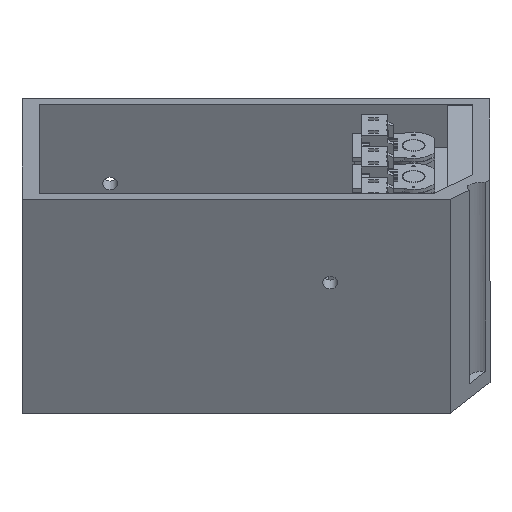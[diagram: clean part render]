
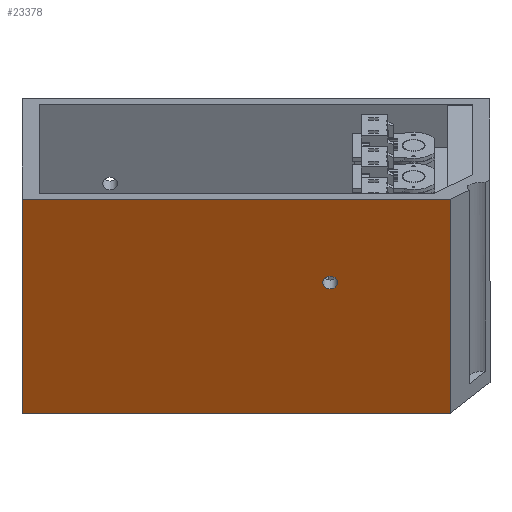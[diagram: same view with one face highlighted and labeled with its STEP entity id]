
A CAD part, left-side view. The second image highlights one B-rep face of the part: STEP entity #23378.
In plain terms, the highlighted face is planar.
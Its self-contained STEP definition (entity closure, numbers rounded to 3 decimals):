
#1608=FACE_BOUND('',#4604,.T.);
#2097=PLANE('',#25682);
#3287=FACE_OUTER_BOUND('',#4603,.T.);
#4603=EDGE_LOOP('',(#21503,#21504,#21505,#21506));
#4604=EDGE_LOOP('',(#21507));
#6424=LINE('',#46576,#8256);
#6425=LINE('',#46578,#8257);
#6426=LINE('',#46580,#8258);
#6427=LINE('',#46581,#8259);
#8256=VECTOR('',#31464,10.);
#8257=VECTOR('',#31465,10.);
#8258=VECTOR('',#31466,10.);
#8259=VECTOR('',#31467,10.);
#9256=CIRCLE('',#25622,1.75);
#11431=VERTEX_POINT('',#46327);
#11511=VERTEX_POINT('',#46574);
#11512=VERTEX_POINT('',#46575);
#11513=VERTEX_POINT('',#46577);
#11514=VERTEX_POINT('',#46579);
#14743=EDGE_CURVE('',#11431,#11431,#9256,.T.);
#14860=EDGE_CURVE('',#11511,#11512,#6424,.T.);
#14861=EDGE_CURVE('',#11513,#11511,#6425,.T.);
#14862=EDGE_CURVE('',#11514,#11513,#6426,.T.);
#14863=EDGE_CURVE('',#11514,#11512,#6427,.T.);
#21503=ORIENTED_EDGE('',*,*,#14860,.F.);
#21504=ORIENTED_EDGE('',*,*,#14861,.F.);
#21505=ORIENTED_EDGE('',*,*,#14862,.F.);
#21506=ORIENTED_EDGE('',*,*,#14863,.T.);
#21507=ORIENTED_EDGE('',*,*,#14743,.T.);
#23378=ADVANCED_FACE('',(#3287,#1608),#2097,.T.);
#25622=AXIS2_PLACEMENT_3D('',#46328,#31254,#31255);
#25682=AXIS2_PLACEMENT_3D('',#46573,#31462,#31463);
#31254=DIRECTION('center_axis',(-1.,0.,0.));
#31255=DIRECTION('ref_axis',(0.,0.,-1.));
#31462=DIRECTION('center_axis',(1.,0.,0.));
#31463=DIRECTION('ref_axis',(0.,-1.,0.));
#31464=DIRECTION('',(0.,1.,0.));
#31465=DIRECTION('',(0.,0.,1.));
#31466=DIRECTION('',(0.,-1.,0.));
#31467=DIRECTION('',(0.,0.,1.));
#46327=CARTESIAN_POINT('',(73.8,37.554,-30.233));
#46328=CARTESIAN_POINT('Origin',(73.8,37.554,-31.983));
#46573=CARTESIAN_POINT('Origin',(73.8,110.,0.));
#46574=CARTESIAN_POINT('',(73.8,9.38,4.));
#46575=CARTESIAN_POINT('',(73.8,110.,4.));
#46576=CARTESIAN_POINT('',(73.8,9.38,4.));
#46577=CARTESIAN_POINT('',(73.8,9.38,-55.));
#46578=CARTESIAN_POINT('',(73.8,9.38,0.));
#46579=CARTESIAN_POINT('',(73.8,110.,-55.));
#46580=CARTESIAN_POINT('',(73.8,9.38,-55.));
#46581=CARTESIAN_POINT('',(73.8,110.,0.));
